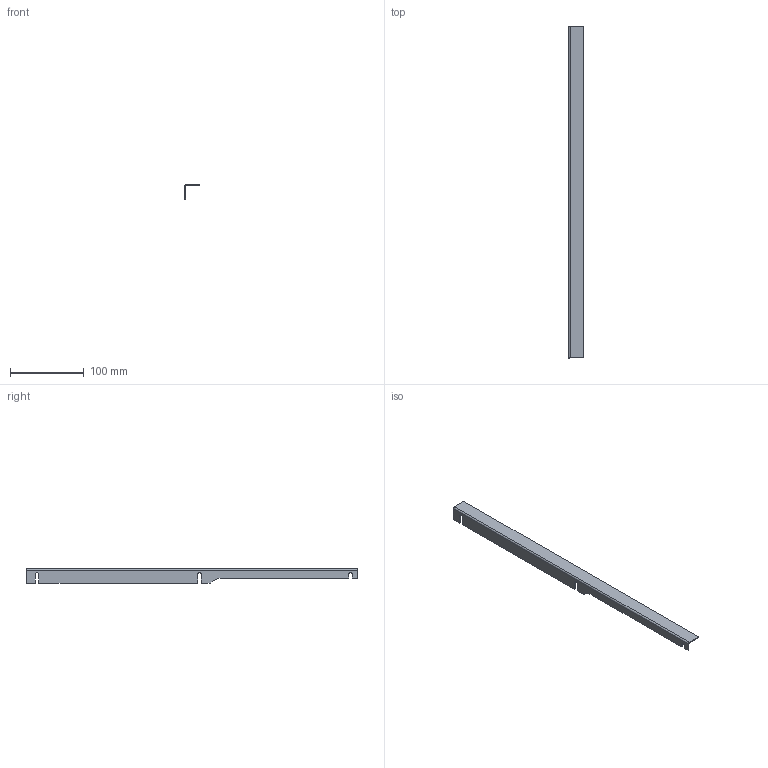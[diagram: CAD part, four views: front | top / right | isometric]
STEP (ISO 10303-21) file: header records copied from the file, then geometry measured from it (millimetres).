
FILE_DESCRIPTION((''),'2;1');
FILE_NAME('09_0122_55_13_WINKELPROFIL','2022-03-23T09:14:08',('dv'),(''),'CREO PARAMETRIC BY PTC INC, 2019444','CREO PARAMETRIC BY PTC INC, 2019444','');
FILE_SCHEMA(('CONFIG_CONTROL_DESIGN'));
Length unit declared in the file: millimetre
Products named in the file (1): 09_0122_55_13_WINKELPROFIL
Bounding box: 20 x 450 x 20 mm (x, y, z)
Volume: 23309.6 mm3; surface area: 32635.8 mm2
Topology: 1 solids, 1 shells, 24 faces, 66 edges, 44 vertices
Faces by surface type: plane 18, cylinder 6
Entity records: 800 total; most frequent: CARTESIAN_POINT 134, ORIENTED_EDGE 132, DIRECTION 126, EDGE_CURVE 66, VECTOR 54, LINE 54, VERTEX_POINT 44, AXIS2_PLACEMENT_3D 36
